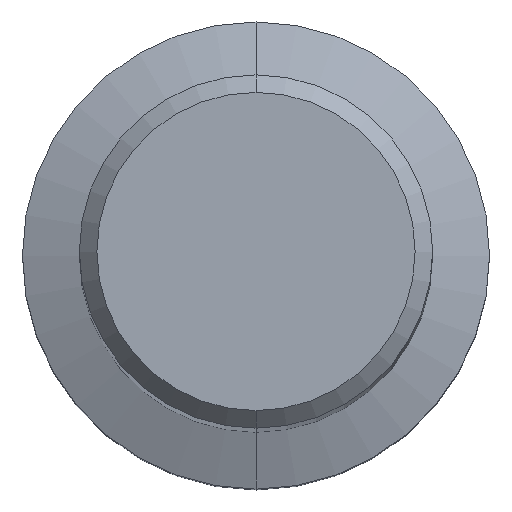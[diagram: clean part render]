
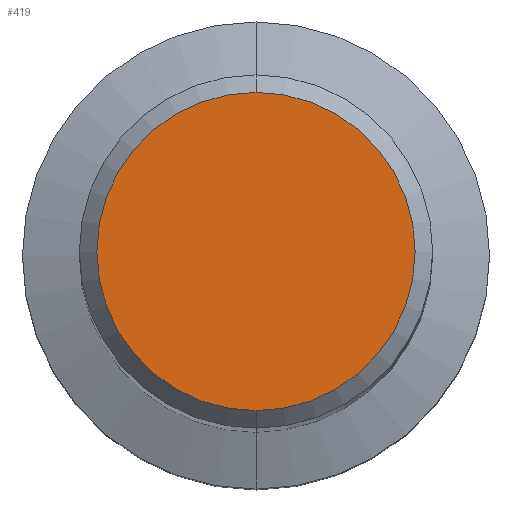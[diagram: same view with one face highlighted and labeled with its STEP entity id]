
A CAD part, top view. The second image highlights one B-rep face of the part: STEP entity #419.
In plain terms, the highlighted planar face has unit normal (0, 0, 1).
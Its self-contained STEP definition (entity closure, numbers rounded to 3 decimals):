
#241=EDGE_CURVE('',#507,#527,#603,.T.);
#397=EDGE_CURVE('',#527,#507,#774,.T.);
#419=ADVANCED_FACE('',(#798),#799,.T.);
#507=VERTEX_POINT('',#898);
#527=VERTEX_POINT('',#919);
#603=CIRCLE('',#1000,5.45);
#774=CIRCLE('',#1379,5.45);
#798=FACE_OUTER_BOUND('',#1416,.T.);
#799=PLANE('',#1417);
#898=CARTESIAN_POINT('',(0.,-5.45,0.0));
#919=CARTESIAN_POINT('',(0.0,5.45,0.0));
#1000=AXIS2_PLACEMENT_3D('',#1767,#1768,#1769);
#1379=AXIS2_PLACEMENT_3D('',#1958,#1959,#1960);
#1416=EDGE_LOOP('',(#1981,#1982));
#1417=AXIS2_PLACEMENT_3D('',#1983,#1984,#1985);
#1767=CARTESIAN_POINT('',(0.0,0.0,0.0));
#1768=DIRECTION('',(0.0,0.0,-1.0));
#1769=DIRECTION('',(0.0,1.0,0.0));
#1958=CARTESIAN_POINT('',(0.0,0.0,0.0));
#1959=DIRECTION('',(0.0,0.0,-1.0));
#1960=DIRECTION('',(0.0,1.0,0.0));
#1981=ORIENTED_EDGE('',*,*,#397,.F.);
#1982=ORIENTED_EDGE('',*,*,#241,.F.);
#1983=CARTESIAN_POINT('',(0.0,2.725,0.0));
#1984=DIRECTION('',(-0.0,0.0,1.0));
#1985=DIRECTION('',(0.0,-1.0,0.0));
